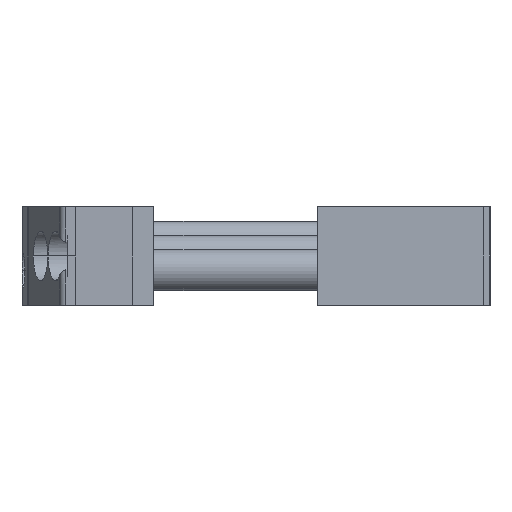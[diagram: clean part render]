
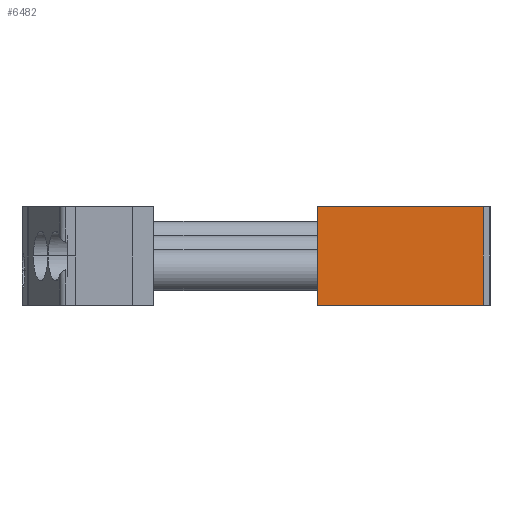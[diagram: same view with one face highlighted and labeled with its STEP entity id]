
A CAD part, left-side view. The second image highlights one B-rep face of the part: STEP entity #6482.
In plain terms, the highlighted planar face has unit normal (-1, 0, 0).
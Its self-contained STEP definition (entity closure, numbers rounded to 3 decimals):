
#6469=AXIS2_PLACEMENT_3D('Plane Axis2P3D',#6466,#6467,#6468) ;
#5995=CARTESIAN_POINT('Vertex',(-206.05,0.1,-12.)) ;
#5998=CARTESIAN_POINT('Line Origine',(-206.05,20.305,-12.)) ;
#6002=CARTESIAN_POINT('Vertex',(-206.05,40.51,-12.)) ;
#6095=CARTESIAN_POINT('Vertex',(-206.05,40.51,12.)) ;
#6098=CARTESIAN_POINT('Line Origine',(-206.05,20.305,12.)) ;
#6102=CARTESIAN_POINT('Vertex',(-206.05,0.1,12.)) ;
#6436=CARTESIAN_POINT('Line Origine',(-206.05,40.51,0.)) ;
#6466=CARTESIAN_POINT('Axis2P3D Location',(-206.05,40.51,0.)) ;
#6471=CARTESIAN_POINT('Line Origine',(-206.05,0.1,0.)) ;
#5999=DIRECTION('Vector Direction',(0.,-1.,0.)) ;
#6099=DIRECTION('Vector Direction',(0.,-1.,0.)) ;
#6437=DIRECTION('Vector Direction',(0.,0.,1.)) ;
#6467=DIRECTION('Axis2P3D Direction',(-1.,0.,0.)) ;
#6468=DIRECTION('Axis2P3D XDirection',(0.,-1.,0.)) ;
#6472=DIRECTION('Vector Direction',(0.,0.,-1.)) ;
#6000=VECTOR('Line Direction',#5999,1.) ;
#6100=VECTOR('Line Direction',#6099,1.) ;
#6438=VECTOR('Line Direction',#6437,1.) ;
#6473=VECTOR('Line Direction',#6472,1.) ;
#6477=ORIENTED_EDGE('',*,*,#6104,.F.) ;
#6478=ORIENTED_EDGE('',*,*,#6440,.F.) ;
#6479=ORIENTED_EDGE('',*,*,#6004,.T.) ;
#6480=ORIENTED_EDGE('',*,*,#6475,.F.) ;
#6482=ADVANCED_FACE('Hauptkoerper nicht benutzen',(#6481),#6470,.T.) ;
#6004=EDGE_CURVE('',#6003,#5996,#6001,.T.) ;
#6104=EDGE_CURVE('',#6096,#6103,#6101,.T.) ;
#6440=EDGE_CURVE('',#6003,#6096,#6439,.T.) ;
#6475=EDGE_CURVE('',#6103,#5996,#6474,.T.) ;
#6476=EDGE_LOOP('',(#6477,#6478,#6479,#6480)) ;
#6481=FACE_OUTER_BOUND('',#6476,.T.) ;
#6001=LINE('Line',#5998,#6000) ;
#6101=LINE('Line',#6098,#6100) ;
#6439=LINE('Line',#6436,#6438) ;
#6474=LINE('Line',#6471,#6473) ;
#6470=PLANE('',#6469) ;
#5996=VERTEX_POINT('',#5995) ;
#6003=VERTEX_POINT('',#6002) ;
#6096=VERTEX_POINT('',#6095) ;
#6103=VERTEX_POINT('',#6102) ;
